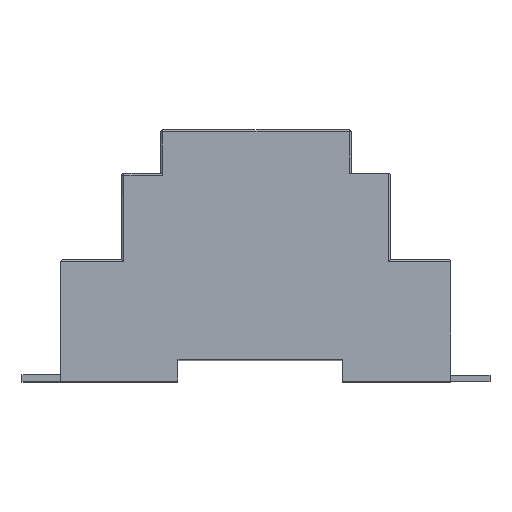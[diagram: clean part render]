
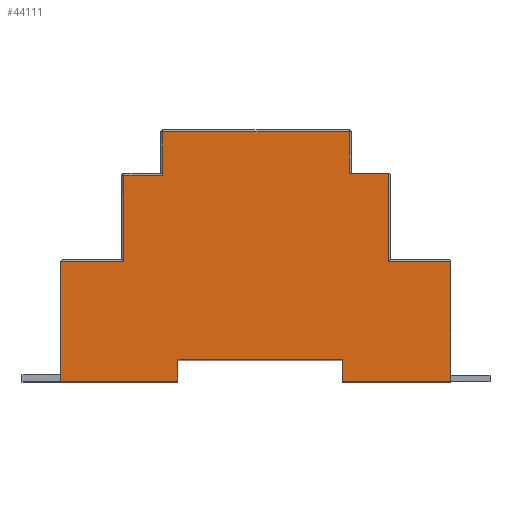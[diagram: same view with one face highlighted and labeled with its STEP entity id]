
A CAD part, top view. The second image highlights one B-rep face of the part: STEP entity #44111.
In plain terms, the highlighted planar face has unit normal (0, 0, 1).
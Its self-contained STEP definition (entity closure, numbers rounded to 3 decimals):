
#4218=PLANE('',#46056);
#6527=FACE_OUTER_BOUND('',#9111,.T.);
#9111=EDGE_LOOP('',(#41008,#41009,#41010,#41011,#41012,#41013,#41014,#41015,
#41016,#41017,#41018,#41019,#41020,#41021,#41022,#41023));
#9353=LINE('',#55008,#14037);
#9361=LINE('',#55023,#14045);
#13636=LINE('',#79290,#18320);
#13643=LINE('',#79324,#18327);
#13645=LINE('',#79327,#18329);
#13650=LINE('',#79338,#18334);
#13655=LINE('',#79352,#18339);
#13660=LINE('',#79365,#18344);
#13687=LINE('',#79434,#18371);
#13704=LINE('',#79464,#18388);
#13705=LINE('',#79467,#18389);
#13706=LINE('',#79468,#18390);
#13707=LINE('',#79470,#18391);
#13708=LINE('',#79472,#18392);
#13709=LINE('',#79473,#18393);
#13710=LINE('',#79474,#18394);
#14037=VECTOR('',#46483,10.);
#14045=VECTOR('',#46493,10.);
#18320=VECTOR('',#53940,10.);
#18327=VECTOR('',#53985,10.);
#18329=VECTOR('',#53989,10.);
#18334=VECTOR('',#54002,10.);
#18339=VECTOR('',#54017,10.);
#18344=VECTOR('',#54030,10.);
#18371=VECTOR('',#54095,10.);
#18388=VECTOR('',#54120,10.);
#18389=VECTOR('',#54123,10.);
#18390=VECTOR('',#54124,10.);
#18391=VECTOR('',#54125,10.);
#18392=VECTOR('',#54126,10.);
#18393=VECTOR('',#54127,10.);
#18394=VECTOR('',#54128,10.);
#18891=VERTEX_POINT('',#55005);
#18892=VERTEX_POINT('',#55007);
#18897=VERTEX_POINT('',#55020);
#18898=VERTEX_POINT('',#55022);
#22741=VERTEX_POINT('',#79262);
#22749=VERTEX_POINT('',#79282);
#22751=VERTEX_POINT('',#79289);
#22754=VERTEX_POINT('',#79302);
#22760=VERTEX_POINT('',#79334);
#22765=VERTEX_POINT('',#79350);
#22767=VERTEX_POINT('',#79357);
#22768=VERTEX_POINT('',#79361);
#22791=VERTEX_POINT('',#79425);
#22802=VERTEX_POINT('',#79466);
#22803=VERTEX_POINT('',#79469);
#22804=VERTEX_POINT('',#79471);
#23087=EDGE_CURVE('',#18891,#18892,#9353,.T.);
#23095=EDGE_CURVE('',#18897,#18898,#9361,.T.);
#28852=EDGE_CURVE('',#22741,#22751,#13636,.T.);
#28870=EDGE_CURVE('',#22751,#22754,#13643,.T.);
#28872=EDGE_CURVE('',#22754,#22749,#13645,.T.);
#28878=EDGE_CURVE('',#22749,#22760,#13650,.T.);
#28885=EDGE_CURVE('',#22765,#22741,#13655,.T.);
#28892=EDGE_CURVE('',#22767,#22768,#13660,.T.);
#28929=EDGE_CURVE('',#22768,#22791,#13687,.T.);
#28946=EDGE_CURVE('',#22791,#18891,#13704,.T.);
#28947=EDGE_CURVE('',#22802,#22765,#13705,.T.);
#28948=EDGE_CURVE('',#18898,#22802,#13706,.T.);
#28949=EDGE_CURVE('',#22803,#18897,#13707,.T.);
#28950=EDGE_CURVE('',#22804,#22803,#13708,.T.);
#28951=EDGE_CURVE('',#18892,#22804,#13709,.T.);
#28952=EDGE_CURVE('',#22760,#22767,#13710,.T.);
#41008=ORIENTED_EDGE('',*,*,#28947,.F.);
#41009=ORIENTED_EDGE('',*,*,#28948,.F.);
#41010=ORIENTED_EDGE('',*,*,#23095,.F.);
#41011=ORIENTED_EDGE('',*,*,#28949,.F.);
#41012=ORIENTED_EDGE('',*,*,#28950,.F.);
#41013=ORIENTED_EDGE('',*,*,#28951,.F.);
#41014=ORIENTED_EDGE('',*,*,#23087,.F.);
#41015=ORIENTED_EDGE('',*,*,#28946,.F.);
#41016=ORIENTED_EDGE('',*,*,#28929,.F.);
#41017=ORIENTED_EDGE('',*,*,#28892,.F.);
#41018=ORIENTED_EDGE('',*,*,#28952,.F.);
#41019=ORIENTED_EDGE('',*,*,#28878,.F.);
#41020=ORIENTED_EDGE('',*,*,#28872,.F.);
#41021=ORIENTED_EDGE('',*,*,#28870,.F.);
#41022=ORIENTED_EDGE('',*,*,#28852,.F.);
#41023=ORIENTED_EDGE('',*,*,#28885,.F.);
#44111=ADVANCED_FACE('',(#6527),#4218,.T.);
#46056=AXIS2_PLACEMENT_3D('',#79465,#54121,#54122);
#46483=DIRECTION('',(-1.,0.,0.));
#46493=DIRECTION('',(-1.,0.,0.));
#53940=DIRECTION('',(1.,0.,0.));
#53985=DIRECTION('',(0.,1.,0.));
#53989=DIRECTION('',(1.,0.,0.));
#54002=DIRECTION('',(0.,-1.,0.));
#54017=DIRECTION('',(0.,1.,0.));
#54030=DIRECTION('',(0.,-1.,0.));
#54095=DIRECTION('',(1.,0.,0.));
#54120=DIRECTION('',(0.,-1.,0.));
#54121=DIRECTION('center_axis',(0.,0.,1.));
#54122=DIRECTION('ref_axis',(1.,0.,0.));
#54123=DIRECTION('',(1.,0.,0.));
#54124=DIRECTION('',(0.,1.,0.));
#54125=DIRECTION('',(0.,-1.,0.));
#54126=DIRECTION('',(-1.,0.,0.));
#54127=DIRECTION('',(0.,1.,0.));
#54128=DIRECTION('',(1.,0.,0.));
#55005=CARTESIAN_POINT('',(90.,0.,158.));
#55007=CARTESIAN_POINT('',(65.,0.,158.));
#55008=CARTESIAN_POINT('',(65.,0.,158.));
#55020=CARTESIAN_POINT('',(27.,0.,158.));
#55022=CARTESIAN_POINT('',(0.,0.,
158.));
#55023=CARTESIAN_POINT('',(0.,0.,
158.));
#79262=CARTESIAN_POINT('',(14.5,47.5,158.));
#79282=CARTESIAN_POINT('',(66.5,57.5,158.));
#79289=CARTESIAN_POINT('',(23.5,47.5,158.));
#79290=CARTESIAN_POINT('',(29.516,47.5,158.));
#79302=CARTESIAN_POINT('',(23.5,57.5,158.));
#79324=CARTESIAN_POINT('',(23.5,36.711,158.));
#79327=CARTESIAN_POINT('',(34.016,57.5,158.));
#79334=CARTESIAN_POINT('',(66.5,48.,158.));
#79338=CARTESIAN_POINT('',(66.5,41.711,158.));
#79350=CARTESIAN_POINT('',(14.5,27.5,158.));
#79352=CARTESIAN_POINT('',(14.5,26.711,158.));
#79357=CARTESIAN_POINT('',(75.5,48.,158.));
#79361=CARTESIAN_POINT('',(75.5,27.5,158.));
#79365=CARTESIAN_POINT('',(75.5,36.711,158.));
#79425=CARTESIAN_POINT('',(90.,27.5,158.));
#79434=CARTESIAN_POINT('',(60.516,27.5,158.));
#79464=CARTESIAN_POINT('',(90.,0.,158.));
#79465=CARTESIAN_POINT('Origin',(45.033,25.422,158.));
#79466=CARTESIAN_POINT('',(0.,27.5,158.));
#79467=CARTESIAN_POINT('',(22.516,27.5,158.));
#79468=CARTESIAN_POINT('',(0.,28.,158.));
#79469=CARTESIAN_POINT('',(27.,5.,158.));
#79470=CARTESIAN_POINT('',(27.,0.,158.));
#79471=CARTESIAN_POINT('',(65.,5.,158.));
#79472=CARTESIAN_POINT('',(27.,5.,158.));
#79473=CARTESIAN_POINT('',(65.,5.,158.));
#79474=CARTESIAN_POINT('',(76.,48.,158.));
